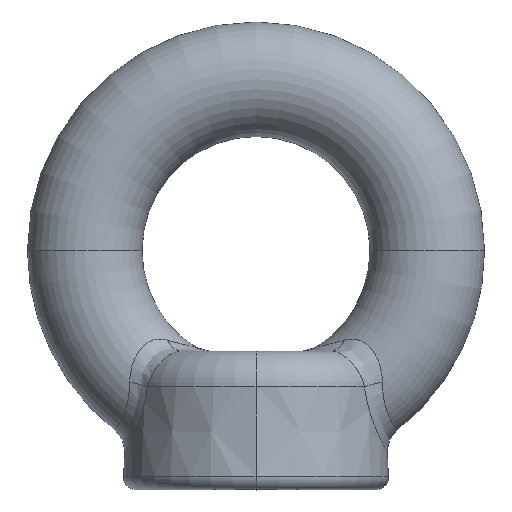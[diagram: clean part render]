
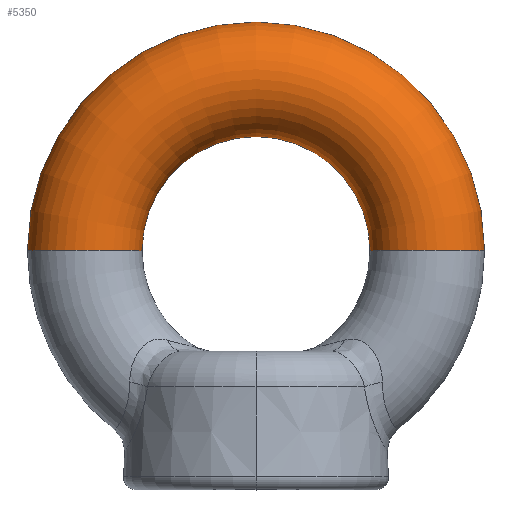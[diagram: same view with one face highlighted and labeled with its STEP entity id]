
A CAD part, top view. The second image highlights one B-rep face of the part: STEP entity #5350.
In plain terms, the highlighted toroidal (fillet/blend) face has major radius 13.6 mm and minor radius 4.55 mm.
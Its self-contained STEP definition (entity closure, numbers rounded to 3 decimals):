
#8 = FACE_OUTER_BOUND ( 'NONE', #15702, .T. ) ;
#381 = ORIENTED_EDGE ( 'NONE', *, *, #12685, .T. ) ;
#396 = CARTESIAN_POINT ( 'NONE',  ( 13.6, 0., 0. ) ) ;
#632 = DIRECTION ( 'NONE',  ( 0., 1., 0. ) ) ;
#2327 = EDGE_CURVE ( 'NONE', #17206, #3862, #17621, .T. ) ;
#2704 = CARTESIAN_POINT ( 'NONE',  ( -18.15, 0., 0. ) ) ;
#2810 = EDGE_CURVE ( 'NONE', #2831, #13201, #15978, .T. ) ;
#2831 = VERTEX_POINT ( 'NONE', #2704 ) ;
#3862 = VERTEX_POINT ( 'NONE', #17388 ) ;
#4096 = ORIENTED_EDGE ( 'NONE', *, *, #18310, .F. ) ;
#4800 = DIRECTION ( 'NONE',  ( 0., 0., -1. ) ) ;
#5153 = AXIS2_PLACEMENT_3D ( 'NONE', #8754, #12969, #16028 ) ;
#5350 = ADVANCED_FACE ( 'NONE', ( #8 ), #10872, .T. ) ;
#5620 = DIRECTION ( 'NONE',  ( 0., 0., 1. ) ) ;
#7302 = DIRECTION ( 'NONE',  ( 1., 0., 0. ) ) ;
#7384 = DIRECTION ( 'NONE',  ( 1., 0., 0. ) ) ;
#8563 = CARTESIAN_POINT ( 'NONE',  ( -9.05, 0., 0. ) ) ;
#8584 = CARTESIAN_POINT ( 'NONE',  ( 0., 0., 0. ) ) ;
#8754 = CARTESIAN_POINT ( 'NONE',  ( 0., 0., 0. ) ) ;
#10299 = AXIS2_PLACEMENT_3D ( 'NONE', #8584, #5620, #7302 ) ;
#10795 = DIRECTION ( 'NONE',  ( 0., -1., 0. ) ) ;
#10872 = TOROIDAL_SURFACE ( 'NONE', #5153, 13.6, 4.55 ) ;
#10971 = DIRECTION ( 'NONE',  ( -1., 0., 0. ) ) ;
#12685 = EDGE_CURVE ( 'NONE', #17206, #2831, #17044, .T. ) ;
#12969 = DIRECTION ( 'NONE',  ( 0., 0., 1. ) ) ;
#13201 = VERTEX_POINT ( 'NONE', #8563 ) ;
#13247 = CIRCLE ( 'NONE', #14925, 9.05 ) ;
#13483 = DIRECTION ( 'NONE',  ( 0., 0., 1. ) ) ;
#14453 = ORIENTED_EDGE ( 'NONE', *, *, #2810, .T. ) ;
#14925 = AXIS2_PLACEMENT_3D ( 'NONE', #16215, #13483, #7384 ) ;
#15702 = EDGE_LOOP ( 'NONE', ( #16018, #381, #14453, #4096 ) ) ;
#15708 = CARTESIAN_POINT ( 'NONE',  ( -13.6, 0., 0. ) ) ;
#15978 = CIRCLE ( 'NONE', #16676, 4.55 ) ;
#16018 = ORIENTED_EDGE ( 'NONE', *, *, #2327, .F. ) ;
#16028 = DIRECTION ( 'NONE',  ( 1., 0., 0. ) ) ;
#16215 = CARTESIAN_POINT ( 'NONE',  ( 0., 0., 0. ) ) ;
#16676 = AXIS2_PLACEMENT_3D ( 'NONE', #15708, #632, #10971 ) ;
#16912 = CARTESIAN_POINT ( 'NONE',  ( 18.15, 0., 0. ) ) ;
#17044 = CIRCLE ( 'NONE', #10299, 18.15 ) ;
#17206 = VERTEX_POINT ( 'NONE', #16912 ) ;
#17388 = CARTESIAN_POINT ( 'NONE',  ( 9.05, 0., 0. ) ) ;
#17621 = CIRCLE ( 'NONE', #18149, 4.55 ) ;
#18149 = AXIS2_PLACEMENT_3D ( 'NONE', #396, #10795, #4800 ) ;
#18310 = EDGE_CURVE ( 'NONE', #3862, #13201, #13247, .T. ) ;
